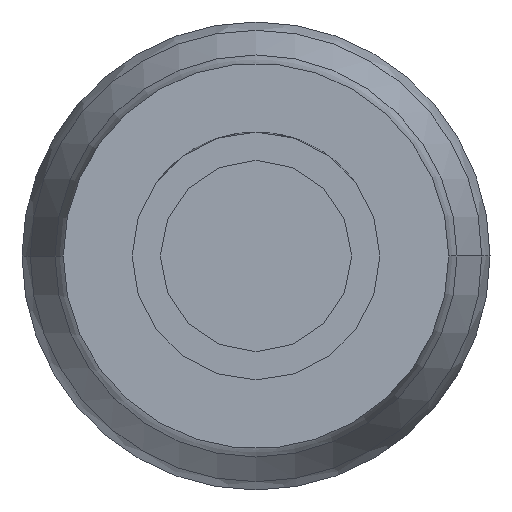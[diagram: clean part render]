
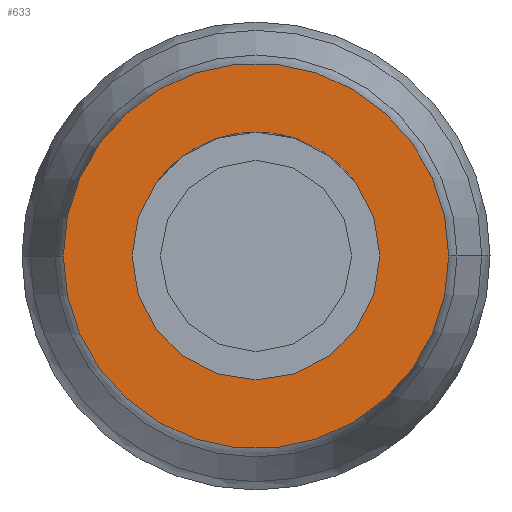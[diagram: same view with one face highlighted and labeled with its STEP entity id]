
A CAD part, front view. The second image highlights one B-rep face of the part: STEP entity #633.
In plain terms, the highlighted planar face has unit normal (0, -1, 0).
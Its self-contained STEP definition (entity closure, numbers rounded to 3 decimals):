
#15 = DIRECTION ( 'NONE',  ( -1., 0., 0. ) ) ;
#38 = CARTESIAN_POINT ( 'NONE',  ( 0., -12., 0. ) ) ;
#57 = EDGE_CURVE ( 'Defeature ausgef�hrt1_5+Defeature ausgef�hrt1_6+Defeature ausgef�hrt1_6+Defeature ausgef�hrt1_6', #4479, #2791, #2660, .T. ) ;
#281 = DIRECTION ( 'NONE',  ( -1., 0., 0. ) ) ;
#395 = EDGE_LOOP ( 'NONE', ( #1675, #1648 ) ) ;
#633 = ADVANCED_FACE ( 'Defeature ausgef�hrt1_6', ( #2105, #3100 ), #2812, .F. ) ;
#784 = AXIS2_PLACEMENT_3D ( 'NONE', #2785, #1183, #15 ) ;
#810 = CARTESIAN_POINT ( 'NONE',  ( 1.4, -12., 0. ) ) ;
#916 = CARTESIAN_POINT ( 'NONE',  ( -1.4, -12., 0. ) ) ;
#1033 = VERTEX_POINT ( 'NONE', #2251 ) ;
#1106 = EDGE_CURVE ( 'Defeature ausgef�hrt1_9+Defeature ausgef�hrt1_6+Defeature ausgef�hrt1_6+Defeature ausgef�hrt1_6', #1033, #4547, #4179, .T. ) ;
#1183 = DIRECTION ( 'NONE',  ( 0., -1., 0. ) ) ;
#1264 = DIRECTION ( 'NONE',  ( 0., -1., 0. ) ) ;
#1405 = DIRECTION ( 'NONE',  ( 0., 1., 0. ) ) ;
#1496 = CARTESIAN_POINT ( 'NONE',  ( 0., -12., 0. ) ) ;
#1639 = ORIENTED_EDGE ( 'NONE', *, *, #4397, .F. ) ;
#1648 = ORIENTED_EDGE ( 'NONE', *, *, #2426, .F. ) ;
#1675 = ORIENTED_EDGE ( 'NONE', *, *, #57, .F. ) ;
#1678 = DIRECTION ( 'NONE',  ( -1., 0., 0. ) ) ;
#1888 = DIRECTION ( 'NONE',  ( -1., 0., 0. ) ) ;
#2105 = FACE_BOUND ( 'NONE', #4065, .T. ) ;
#2175 = AXIS2_PLACEMENT_3D ( 'NONE', #3868, #4272, #281 ) ;
#2251 = CARTESIAN_POINT ( 'NONE',  ( 0.9, -12., 0. ) ) ;
#2272 = AXIS2_PLACEMENT_3D ( 'NONE', #38, #1264, #1678 ) ;
#2426 = EDGE_CURVE ( 'Defeature ausgef�hrt1_5+Defeature ausgef�hrt1_6+Defeature ausgef�hrt1_6+Defeature ausgef�hrt1_6', #2791, #4479, #3773, .T. ) ;
#2438 = CARTESIAN_POINT ( 'NONE',  ( 1.4, -12., 0. ) ) ;
#2499 = CARTESIAN_POINT ( 'NONE',  ( -0.9, -12., 0. ) ) ;
#2616 = CIRCLE ( 'NONE', #2272, 0.9 ) ;
#2660 = CIRCLE ( 'NONE', #4095, 1.4 ) ;
#2785 = CARTESIAN_POINT ( 'NONE',  ( 0., -12., 0. ) ) ;
#2791 = VERTEX_POINT ( 'NONE', #2438 ) ;
#2812 = PLANE ( 'NONE',  #4661 ) ;
#3100 = FACE_OUTER_BOUND ( 'NONE', #395, .T. ) ;
#3121 = DIRECTION ( 'NONE',  ( 0., 1., 0. ) ) ;
#3290 = ORIENTED_EDGE ( 'NONE', *, *, #1106, .F. ) ;
#3773 = CIRCLE ( 'NONE', #2175, 1.4 ) ;
#3792 = DIRECTION ( 'NONE',  ( -1., 0., 0. ) ) ;
#3868 = CARTESIAN_POINT ( 'NONE',  ( 0., -12., 0. ) ) ;
#4065 = EDGE_LOOP ( 'NONE', ( #3290, #1639 ) ) ;
#4095 = AXIS2_PLACEMENT_3D ( 'NONE', #1496, #3121, #1888 ) ;
#4179 = CIRCLE ( 'NONE', #784, 0.9 ) ;
#4272 = DIRECTION ( 'NONE',  ( 0., 1., 0. ) ) ;
#4397 = EDGE_CURVE ( 'Defeature ausgef�hrt1_9+Defeature ausgef�hrt1_6+Defeature ausgef�hrt1_6+Defeature ausgef�hrt1_6', #4547, #1033, #2616, .T. ) ;
#4479 = VERTEX_POINT ( 'NONE', #916 ) ;
#4547 = VERTEX_POINT ( 'NONE', #2499 ) ;
#4661 = AXIS2_PLACEMENT_3D ( 'NONE', #810, #1405, #3792 ) ;
